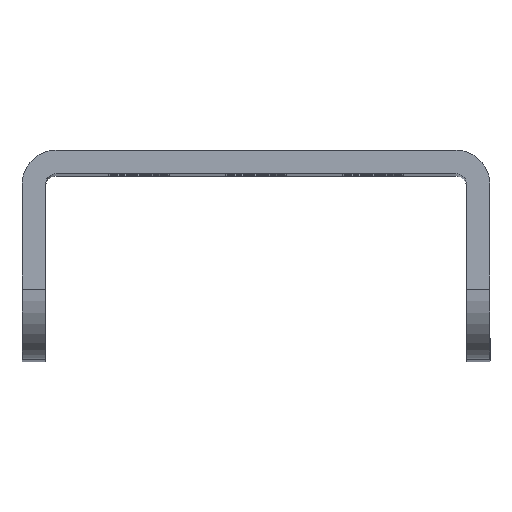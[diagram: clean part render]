
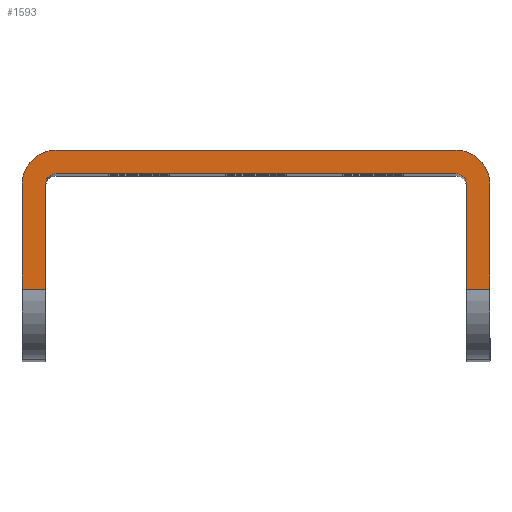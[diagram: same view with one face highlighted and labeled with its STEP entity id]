
A CAD part, top view. The second image highlights one B-rep face of the part: STEP entity #1593.
In plain terms, the highlighted planar face has unit normal (0, 0, 1).
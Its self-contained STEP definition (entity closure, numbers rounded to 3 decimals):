
#94 = VERTEX_POINT ( 'NONE', #881 ) ;
#100 = ORIENTED_EDGE ( 'NONE', *, *, #4571, .T. ) ;
#139 = EDGE_CURVE ( 'NONE', #308, #94, #173, .T. ) ;
#173 = LINE ( 'NONE', #557, #442 ) ;
#195 = VECTOR ( 'NONE', #2949, 1000. ) ;
#290 = CARTESIAN_POINT ( 'NONE',  ( -28.103, -2.757, 392. ) ) ;
#302 = CARTESIAN_POINT ( 'NONE',  ( -28.103, 4.406, 392. ) ) ;
#308 = VERTEX_POINT ( 'NONE', #1782 ) ;
#335 = VERTEX_POINT ( 'NONE', #1342 ) ;
#405 = ORIENTED_EDGE ( 'NONE', *, *, #2921, .T. ) ;
#418 = EDGE_CURVE ( 'NONE', #335, #1967, #4926, .T. ) ;
#420 = VERTEX_POINT ( 'NONE', #5124 ) ;
#429 = EDGE_LOOP ( 'NONE', ( #100, #4440, #1257, #4427, #1788, #5395, #3271, #4339, #4288, #3829, #405, #4310 ) ) ;
#442 = VECTOR ( 'NONE', #5158, 1000. ) ;
#462 = DIRECTION ( 'NONE',  ( 0., 1., 0. ) ) ;
#463 = CARTESIAN_POINT ( 'NONE',  ( -26.503, -2.757, 392. ) ) ;
#526 = DIRECTION ( 'NONE',  ( -1., 0., 0. ) ) ;
#531 = CARTESIAN_POINT ( 'NONE',  ( -28.84, 4.406, 392. ) ) ;
#533 = LINE ( 'NONE', #2140, #5064 ) ;
#557 = CARTESIAN_POINT ( 'NONE',  ( -28.84, -2.757, 392. ) ) ;
#558 = DIRECTION ( 'NONE',  ( 0., 0., -1. ) ) ;
#588 = LINE ( 'NONE', #3484, #3334 ) ;
#600 = AXIS2_PLACEMENT_3D ( 'NONE', #4766, #3556, #662 ) ;
#631 = VECTOR ( 'NONE', #462, 1000. ) ;
#662 = DIRECTION ( 'NONE',  ( -1., 0., 0. ) ) ;
#799 = CARTESIAN_POINT ( 'NONE',  ( -56.903, 4.406, 392. ) ) ;
#850 = CARTESIAN_POINT ( 'NONE',  ( -28.84, 4.406, 392. ) ) ;
#874 = LINE ( 'NONE', #463, #1821 ) ;
#881 = CARTESIAN_POINT ( 'NONE',  ( -56.903, -2.757, 392. ) ) ;
#887 = VERTEX_POINT ( 'NONE', #290 ) ;
#1074 = VERTEX_POINT ( 'NONE', #3709 ) ;
#1234 = PLANE ( 'NONE',  #2526 ) ;
#1257 = ORIENTED_EDGE ( 'NONE', *, *, #3783, .T. ) ;
#1274 = CARTESIAN_POINT ( 'NONE',  ( -26.503, 6.743, 392. ) ) ;
#1276 = EDGE_CURVE ( 'NONE', #4504, #4071, #533, .T. ) ;
#1282 = VECTOR ( 'NONE', #3760, 1000. ) ;
#1342 = CARTESIAN_POINT ( 'NONE',  ( -28.84, 5.143, 392. ) ) ;
#1593 = ADVANCED_FACE ( 'NONE', ( #2447 ), #1234, .T. ) ;
#1755 = DIRECTION ( 'NONE',  ( 0., 0., -1. ) ) ;
#1782 = CARTESIAN_POINT ( 'NONE',  ( -58.503, -2.757, 392. ) ) ;
#1788 = ORIENTED_EDGE ( 'NONE', *, *, #3292, .F. ) ;
#1819 = EDGE_CURVE ( 'NONE', #4589, #1074, #3744, .T. ) ;
#1821 = VECTOR ( 'NONE', #2571, 1000. ) ;
#1901 = VECTOR ( 'NONE', #2092, 1000. ) ;
#1967 = VERTEX_POINT ( 'NONE', #302 ) ;
#2059 = DIRECTION ( 'NONE',  ( 1., 0., 0. ) ) ;
#2092 = DIRECTION ( 'NONE',  ( 0., 1., 0. ) ) ;
#2140 = CARTESIAN_POINT ( 'NONE',  ( -56.903, 6.743, 392. ) ) ;
#2180 = EDGE_CURVE ( 'NONE', #420, #887, #874, .T. ) ;
#2283 = EDGE_CURVE ( 'NONE', #3131, #4071, #4880, .T. ) ;
#2394 = CARTESIAN_POINT ( 'NONE',  ( -28.84, 6.743, 392. ) ) ;
#2405 = VERTEX_POINT ( 'NONE', #2478 ) ;
#2447 = FACE_OUTER_BOUND ( 'NONE', #429, .T. ) ;
#2452 = CARTESIAN_POINT ( 'NONE',  ( -58.503, 5.143, 392. ) ) ;
#2473 = DIRECTION ( 'NONE',  ( 0., 0., 1. ) ) ;
#2478 = CARTESIAN_POINT ( 'NONE',  ( -26.503, 4.406, 392. ) ) ;
#2496 = CARTESIAN_POINT ( 'NONE',  ( -56.167, 4.406, 392. ) ) ;
#2526 = AXIS2_PLACEMENT_3D ( 'NONE', #799, #2473, #2059 ) ;
#2571 = DIRECTION ( 'NONE',  ( -1., 0., 0. ) ) ;
#2704 = AXIS2_PLACEMENT_3D ( 'NONE', #531, #558, #2969 ) ;
#2911 = CARTESIAN_POINT ( 'NONE',  ( -56.167, 6.743, 392. ) ) ;
#2921 = EDGE_CURVE ( 'NONE', #94, #4589, #5065, .T. ) ;
#2949 = DIRECTION ( 'NONE',  ( 0., -1., 0. ) ) ;
#2969 = DIRECTION ( 'NONE',  ( -1., 0., 0. ) ) ;
#3131 = VERTEX_POINT ( 'NONE', #4946 ) ;
#3132 = LINE ( 'NONE', #4776, #1901 ) ;
#3271 = ORIENTED_EDGE ( 'NONE', *, *, #1276, .T. ) ;
#3292 = EDGE_CURVE ( 'NONE', #2405, #420, #4592, .T. ) ;
#3334 = VECTOR ( 'NONE', #3899, 1000. ) ;
#3484 = CARTESIAN_POINT ( 'NONE',  ( -28.103, 6.743, 392. ) ) ;
#3556 = DIRECTION ( 'NONE',  ( 0., 0., -1. ) ) ;
#3708 = LINE ( 'NONE', #2452, #1282 ) ;
#3709 = CARTESIAN_POINT ( 'NONE',  ( -56.167, 5.143, 392. ) ) ;
#3744 = CIRCLE ( 'NONE', #600, 0.737 ) ;
#3760 = DIRECTION ( 'NONE',  ( 1., 0., 0. ) ) ;
#3783 = EDGE_CURVE ( 'NONE', #1967, #887, #588, .T. ) ;
#3829 = ORIENTED_EDGE ( 'NONE', *, *, #139, .T. ) ;
#3899 = DIRECTION ( 'NONE',  ( 0., -1., 0. ) ) ;
#3922 = CIRCLE ( 'NONE', #2704, 2.337 ) ;
#4007 = AXIS2_PLACEMENT_3D ( 'NONE', #2496, #4111, #4136 ) ;
#4071 = VERTEX_POINT ( 'NONE', #2911 ) ;
#4111 = DIRECTION ( 'NONE',  ( 0., 0., -1. ) ) ;
#4136 = DIRECTION ( 'NONE',  ( -1., 0., 0. ) ) ;
#4288 = ORIENTED_EDGE ( 'NONE', *, *, #4525, .F. ) ;
#4310 = ORIENTED_EDGE ( 'NONE', *, *, #1819, .T. ) ;
#4339 = ORIENTED_EDGE ( 'NONE', *, *, #2283, .F. ) ;
#4405 = AXIS2_PLACEMENT_3D ( 'NONE', #850, #1755, #526 ) ;
#4427 = ORIENTED_EDGE ( 'NONE', *, *, #2180, .F. ) ;
#4440 = ORIENTED_EDGE ( 'NONE', *, *, #418, .T. ) ;
#4504 = VERTEX_POINT ( 'NONE', #2394 ) ;
#4525 = EDGE_CURVE ( 'NONE', #308, #3131, #3132, .T. ) ;
#4571 = EDGE_CURVE ( 'NONE', #1074, #335, #3708, .T. ) ;
#4589 = VERTEX_POINT ( 'NONE', #5018 ) ;
#4592 = LINE ( 'NONE', #1274, #195 ) ;
#4684 = EDGE_CURVE ( 'NONE', #4504, #2405, #3922, .T. ) ;
#4766 = CARTESIAN_POINT ( 'NONE',  ( -56.167, 4.406, 392. ) ) ;
#4776 = CARTESIAN_POINT ( 'NONE',  ( -58.503, -7.557, 392. ) ) ;
#4880 = CIRCLE ( 'NONE', #4007, 2.337 ) ;
#4926 = CIRCLE ( 'NONE', #4405, 0.737 ) ;
#4946 = CARTESIAN_POINT ( 'NONE',  ( -58.503, 4.406, 392. ) ) ;
#5018 = CARTESIAN_POINT ( 'NONE',  ( -56.903, 4.406, 392. ) ) ;
#5034 = CARTESIAN_POINT ( 'NONE',  ( -56.903, -7.557, 392. ) ) ;
#5064 = VECTOR ( 'NONE', #5162, 1000. ) ;
#5065 = LINE ( 'NONE', #5034, #631 ) ;
#5124 = CARTESIAN_POINT ( 'NONE',  ( -26.503, -2.757, 392. ) ) ;
#5158 = DIRECTION ( 'NONE',  ( 1., 0., 0. ) ) ;
#5162 = DIRECTION ( 'NONE',  ( -1., 0., 0. ) ) ;
#5395 = ORIENTED_EDGE ( 'NONE', *, *, #4684, .F. ) ;
